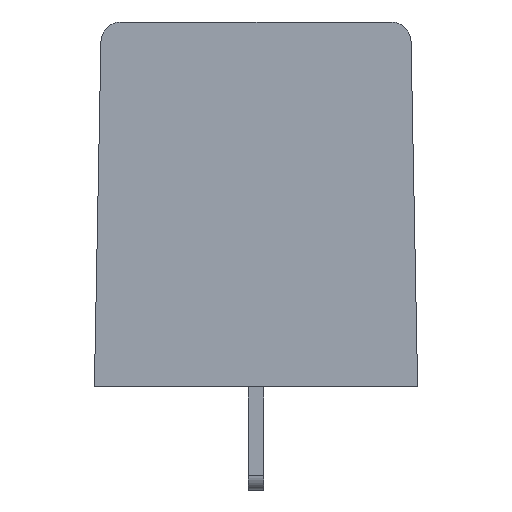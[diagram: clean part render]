
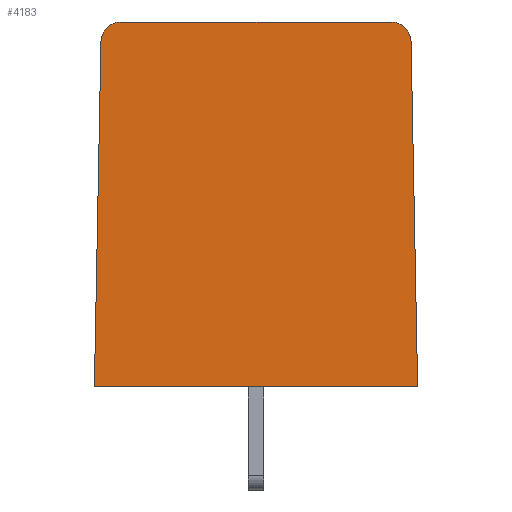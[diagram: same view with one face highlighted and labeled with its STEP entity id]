
A CAD part, left-side view. The second image highlights one B-rep face of the part: STEP entity #4183.
In plain terms, the highlighted planar face has unit normal (-1, 0, 0.011).
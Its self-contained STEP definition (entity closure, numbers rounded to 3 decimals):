
#4183=ADVANCED_FACE('',(#9159),#9161,.T.);
#9159=FACE_BOUND('',#9160,.T.);
#9160=EDGE_LOOP('',(#13321,#13322,#13323,#13324,#13325,#13326));
#9161=PLANE('',#9162);
#9162=AXIS2_PLACEMENT_3D('',#9163,#9164,#9165);
#9163=CARTESIAN_POINT('',(-34.2,8.15,0.));
#9164=DIRECTION('',(-1.,0.,0.011));
#9165=DIRECTION('',(0.,-1.,0.));
#13321=ORIENTED_EDGE('',*,*,#15637,.F.);
#13322=ORIENTED_EDGE('',*,*,#15646,.F.);
#13323=ORIENTED_EDGE('',*,*,#15644,.F.);
#13324=ORIENTED_EDGE('',*,*,#15643,.F.);
#13325=ORIENTED_EDGE('',*,*,#15640,.T.);
#13326=ORIENTED_EDGE('',*,*,#15638,.T.);
#15637=EDGE_CURVE('',#18153,#18151,#18155,.F.);
#15638=EDGE_CURVE('',#18156,#18151,#18157,.T.);
#15640=EDGE_CURVE('',#18159,#18156,#18160,.T.);
#15643=EDGE_CURVE('',#18159,#18162,#18164,.T.);
#15644=EDGE_CURVE('',#18162,#18165,#18166,.T.);
#15646=EDGE_CURVE('',#18165,#18153,#18168,.T.);
#18151=VERTEX_POINT('',#23406);
#18153=VERTEX_POINT('',#23410);
#18155=(BOUNDED_CURVE()B_SPLINE_CURVE(3,
(#23414,#23415,#23416,#23417),
.UNSPECIFIED.,.F.,.F.)B_SPLINE_CURVE_WITH_KNOTS((4,4),
(0.,1.),
.UNSPECIFIED.)CURVE()GEOMETRIC_REPRESENTATION_ITEM()RATIONAL_B_SPLINE_CURVE((1.,
0.809,0.809,1.))REPRESENTATION_ITEM(''));
#18156=VERTEX_POINT('',#23418);
#18157=LINE('',#23419,#23420);
#18159=VERTEX_POINT('',#23425);
#18160=LINE('',#23426,#23427);
#18162=VERTEX_POINT('',#23432);
#18164=LINE('',#23436,#23437);
#18165=VERTEX_POINT('',#23439);
#18166=(BOUNDED_CURVE()B_SPLINE_CURVE(3,
(#23440,#23441,#23442,#23443),
.UNSPECIFIED.,.F.,.F.)B_SPLINE_CURVE_WITH_KNOTS((4,4),
(0.,1.),
.UNSPECIFIED.)CURVE()GEOMETRIC_REPRESENTATION_ITEM()RATIONAL_B_SPLINE_CURVE((1.,
0.809,0.809,1.))REPRESENTATION_ITEM(''));
#18168=LINE('',#23447,#23448);
#23406=CARTESIAN_POINT('',(-34.011,-7.819,17.419));
#23410=CARTESIAN_POINT('',(-34.,-6.819,18.4));
#23414=CARTESIAN_POINT('',(-34.011,-7.819,17.419));
#23415=CARTESIAN_POINT('',(-34.004,-7.808,17.996));
#23416=CARTESIAN_POINT('',(-34.,-7.396,18.4));
#23417=CARTESIAN_POINT('',(-34.,-6.819,18.4));
#23418=CARTESIAN_POINT('',(-34.2,-8.15,0.));
#23419=CARTESIAN_POINT('',(-34.2,-8.15,0.));
#23420=VECTOR('',#23421,1.);
#23421=DIRECTION('',(0.011,0.019,1.));
#23425=CARTESIAN_POINT('',(-34.2,8.15,0.));
#23426=CARTESIAN_POINT('',(-34.2,8.15,0.));
#23427=VECTOR('',#23428,1.);
#23428=DIRECTION('',(0.,-1.,0.));
#23432=CARTESIAN_POINT('',(-34.011,7.819,17.419));
#23436=CARTESIAN_POINT('',(-34.2,8.15,0.));
#23437=VECTOR('',#23438,1.);
#23438=DIRECTION('',(0.011,-0.019,1.));
#23439=CARTESIAN_POINT('',(-34.,6.819,18.4));
#23440=CARTESIAN_POINT('',(-34.011,7.819,17.419));
#23441=CARTESIAN_POINT('',(-34.004,7.808,17.996));
#23442=CARTESIAN_POINT('',(-34.,7.396,18.4));
#23443=CARTESIAN_POINT('',(-34.,6.819,18.4));
#23447=CARTESIAN_POINT('',(-34.,6.819,18.4));
#23448=VECTOR('',#23449,1.);
#23449=DIRECTION('',(0.,-1.,0.));
